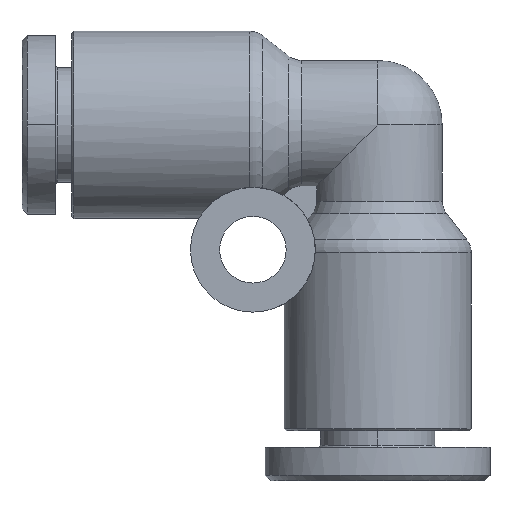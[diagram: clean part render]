
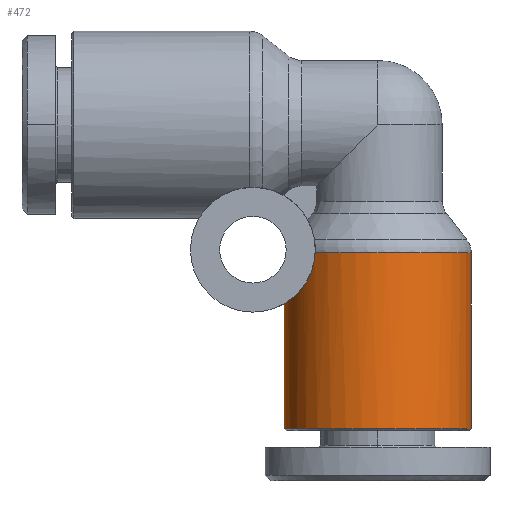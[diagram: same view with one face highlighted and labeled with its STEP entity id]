
A CAD part, front view. The second image highlights one B-rep face of the part: STEP entity #472.
In plain terms, the highlighted cylindrical face has radius 4.5 mm (diameter 9 mm), a partial arc.
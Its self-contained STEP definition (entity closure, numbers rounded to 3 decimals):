
#395=CARTESIAN_POINT('',(5.1,0.,-9.65));
#396=DIRECTION('',(0.0,0.,1.0));
#397=DIRECTION('',(-1.0,0.0,0.0));
#398=AXIS2_PLACEMENT_3D('',#395,#396,#397);
#399=CYLINDRICAL_SURFACE('',#398,4.5);
#400=CARTESIAN_POINT('',(0.6,0.,-14.6));
#401=VERTEX_POINT('',#400);
#402=CARTESIAN_POINT('',(0.6,0.,-8.598));
#403=VERTEX_POINT('',#402);
#404=CARTESIAN_POINT('',(0.6,0.,-14.6));
#405=DIRECTION('',(0.0,0.0,1.0));
#406=VECTOR('',#405,6.002);
#407=LINE('',#404,#406);
#408=EDGE_CURVE('',#401,#403,#407,.T.);
#409=ORIENTED_EDGE('',*,*,#408,.F.);
#410=CARTESIAN_POINT('',(5.1,-4.5,-14.6));
#411=VERTEX_POINT('',#410);
#412=CARTESIAN_POINT('',(5.1,0.,-14.6));
#413=DIRECTION('',(0.0,0.0,-1.0));
#414=DIRECTION('',(0.0,-1.0,0.0));
#415=AXIS2_PLACEMENT_3D('',#412,#413,#414);
#416=CIRCLE('',#415,4.5);
#417=EDGE_CURVE('',#411,#401,#416,.T.);
#418=ORIENTED_EDGE('',*,*,#417,.F.);
#419=CARTESIAN_POINT('',(9.6,0.,-14.6));
#420=VERTEX_POINT('',#419);
#421=CARTESIAN_POINT('',(5.1,0.,-14.6));
#422=DIRECTION('',(0.0,0.0,-1.0));
#423=DIRECTION('',(0.0,-1.0,0.0));
#424=AXIS2_PLACEMENT_3D('',#421,#422,#423);
#425=CIRCLE('',#424,4.5);
#426=EDGE_CURVE('',#420,#411,#425,.T.);
#427=ORIENTED_EDGE('',*,*,#426,.F.);
#428=CARTESIAN_POINT('',(9.6,0.,-6.143));
#429=VERTEX_POINT('',#428);
#430=CARTESIAN_POINT('',(9.6,0.,-6.143));
#431=DIRECTION('',(0.0,0.0,-1.0));
#432=VECTOR('',#431,8.457);
#433=LINE('',#430,#432);
#434=EDGE_CURVE('',#429,#420,#433,.T.);
#435=ORIENTED_EDGE('',*,*,#434,.F.);
#436=CARTESIAN_POINT('',(2.097,-3.351,-6.143));
#437=VERTEX_POINT('',#436);
#438=CARTESIAN_POINT('',(5.1,0.,-6.143));
#439=DIRECTION('',(0.0,0.0,1.0));
#440=DIRECTION('',(1.0,0.0,0.0));
#441=AXIS2_PLACEMENT_3D('',#438,#439,#440);
#442=CIRCLE('',#441,4.5);
#443=EDGE_CURVE('',#437,#429,#442,.T.);
#444=ORIENTED_EDGE('',*,*,#443,.F.);
#445=CARTESIAN_POINT('',(2.097,-3.351,-6.143));
#446=CARTESIAN_POINT('',(2.093,-3.348,-6.22));
#447=CARTESIAN_POINT('',(2.086,-3.342,-6.298));
#448=CARTESIAN_POINT('',(2.06,-3.318,-6.502));
#449=CARTESIAN_POINT('',(2.036,-3.296,-6.629));
#450=CARTESIAN_POINT('',(1.972,-3.236,-6.875));
#451=CARTESIAN_POINT('',(1.933,-3.197,-6.994));
#452=CARTESIAN_POINT('',(1.844,-3.107,-7.218));
#453=CARTESIAN_POINT('',(1.795,-3.055,-7.323));
#454=CARTESIAN_POINT('',(1.677,-2.923,-7.542));
#455=CARTESIAN_POINT('',(1.599,-2.83,-7.666));
#456=CARTESIAN_POINT('',(1.437,-2.617,-7.886));
#457=CARTESIAN_POINT('',(1.354,-2.498,-7.982));
#458=CARTESIAN_POINT('',(1.185,-2.227,-8.161));
#459=CARTESIAN_POINT('',(1.091,-2.055,-8.247));
#460=CARTESIAN_POINT('',(0.921,-1.682,-8.386));
#461=CARTESIAN_POINT('',(0.846,-1.482,-8.441));
#462=CARTESIAN_POINT('',(0.723,-1.067,-8.524));
#463=CARTESIAN_POINT('',(0.676,-0.852,-8.553));
#464=CARTESIAN_POINT('',(0.615,-0.422,-8.59));
#465=CARTESIAN_POINT('',(0.6,-0.207,-8.598));
#466=CARTESIAN_POINT('',(0.6,0.,-8.598));
#467=B_SPLINE_CURVE_WITH_KNOTS('',3,(#445,#446,#447,#448,#449,#450,#451,#452,#453,#454,#455,#456,#457,#458,#459,#460,#461,#462,#463,#464,#465,#466),.UNSPECIFIED.,.F.,.U.,(4,2,2,2,2,2,2,2,2,2,4),(5.043,5.267,5.633,5.999,6.365,6.841,7.318,7.939,8.56,9.181,9.803),.UNSPECIFIED.);
#468=EDGE_CURVE('',#437,#403,#467,.T.);
#469=ORIENTED_EDGE('',*,*,#468,.T.);
#470=EDGE_LOOP('',(#409,#418,#427,#435,#444,#469));
#471=FACE_OUTER_BOUND('',#470,.T.);
#472=ADVANCED_FACE('',(#471),#399,.T.);
